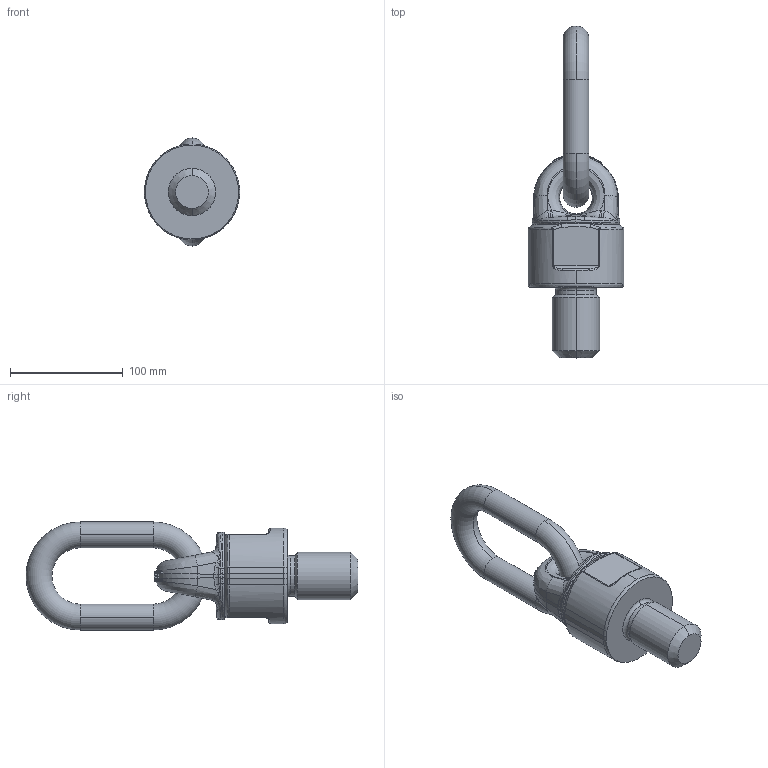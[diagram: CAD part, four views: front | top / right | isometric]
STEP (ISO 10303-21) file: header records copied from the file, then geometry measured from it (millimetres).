
FILE_DESCRIPTION(('STEP AP214'),'1');
FILE_NAME('c8001004263.stp','2018-01-22T13:37:41',('TraceParts'),('TraceParts S.A.'),'Spatial InterOp 3D',' ',' ');
FILE_SCHEMA(('automotive_design'));
Length unit declared in the file: millimetre
Products named in the file (4): c8001004263_1; c8001004263_2; c8001004263_3; c8001004263_4
Bounding box: 85 x 295 x 96 mm (x, y, z)
Volume: 645991.4 mm3; surface area: 91600.6 mm2
Topology: 4 solids, 4 shells, 339 faces, 947 edges, 606 vertices
Faces by surface type: bspline 172, plane 83, cylinder 58, torus 16, cone 6, sphere 4
Entity records: 27253 total; most frequent: CARTESIAN_POINT 16812, ORIENTED_EDGE 1878, DIRECTION 1249, EDGE_CURVE 939, VERTEX_POINT 606, AXIS2_PLACEMENT_3D 500, B_SPLINE_CURVE_WITH_KNOTS 357, STYLED_ITEM 343
